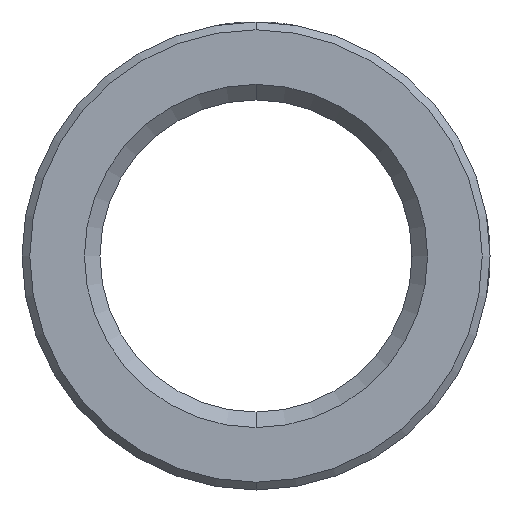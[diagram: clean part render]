
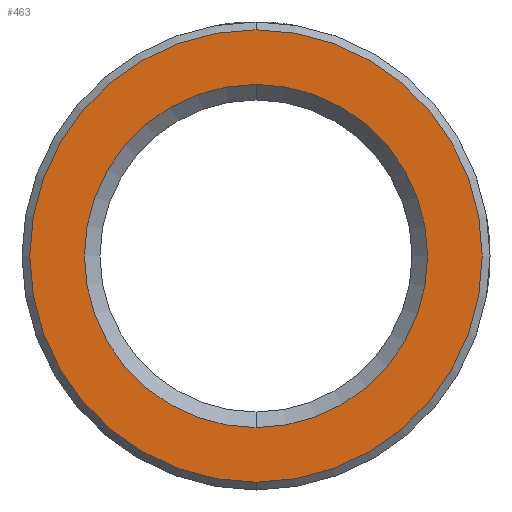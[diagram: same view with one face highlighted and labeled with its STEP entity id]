
A CAD part, front view. The second image highlights one B-rep face of the part: STEP entity #463.
In plain terms, the highlighted planar face has unit normal (0, -1, 0).
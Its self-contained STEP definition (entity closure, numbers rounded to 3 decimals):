
#11 = CARTESIAN_POINT ( 'NONE',  ( 0., 0., -14.5 ) ) ;
#21 = CIRCLE ( 'NONE', #169, 14.5 ) ;
#34 = CARTESIAN_POINT ( 'NONE',  ( 0., 0., 0. ) ) ;
#63 = DIRECTION ( 'NONE',  ( 0., 0., -1. ) ) ;
#117 = CARTESIAN_POINT ( 'NONE',  ( 0., 0., 14.5 ) ) ;
#126 = CARTESIAN_POINT ( 'NONE',  ( 0., 0., 0. ) ) ;
#169 = AXIS2_PLACEMENT_3D ( 'NONE', #300, #888, #228 ) ;
#170 = AXIS2_PLACEMENT_3D ( 'NONE', #218, #810, #519 ) ;
#178 = CARTESIAN_POINT ( 'NONE',  ( 0., 0., 11. ) ) ;
#218 = CARTESIAN_POINT ( 'NONE',  ( 10., 0., 0. ) ) ;
#228 = DIRECTION ( 'NONE',  ( 0., 0., -1. ) ) ;
#245 = VERTEX_POINT ( 'NONE', #694 ) ;
#265 = CIRCLE ( 'NONE', #652, 14.5 ) ;
#278 = FACE_BOUND ( 'NONE', #749, .T. ) ;
#300 = CARTESIAN_POINT ( 'NONE',  ( 0., 0., 0. ) ) ;
#304 = DIRECTION ( 'NONE',  ( 0., 1., 0. ) ) ;
#317 = VERTEX_POINT ( 'NONE', #11 ) ;
#335 = EDGE_CURVE ( 'NONE', #352, #245, #878, .T. ) ;
#340 = DIRECTION ( 'NONE',  ( 0., 0., -1. ) ) ;
#352 = VERTEX_POINT ( 'NONE', #178 ) ;
#395 = AXIS2_PLACEMENT_3D ( 'NONE', #732, #304, #63 ) ;
#399 = EDGE_CURVE ( 'NONE', #902, #317, #265, .T. ) ;
#433 = ORIENTED_EDGE ( 'NONE', *, *, #717, .T. ) ;
#463 = ADVANCED_FACE ( 'NONE', ( #278, #953 ), #862, .T. ) ;
#466 = EDGE_LOOP ( 'NONE', ( #605, #627 ) ) ;
#518 = AXIS2_PLACEMENT_3D ( 'NONE', #126, #630, #834 ) ;
#519 = DIRECTION ( 'NONE',  ( 0., 0., -1. ) ) ;
#537 = ORIENTED_EDGE ( 'NONE', *, *, #335, .T. ) ;
#555 = CIRCLE ( 'NONE', #395, 11. ) ;
#605 = ORIENTED_EDGE ( 'NONE', *, *, #399, .T. ) ;
#627 = ORIENTED_EDGE ( 'NONE', *, *, #728, .T. ) ;
#630 = DIRECTION ( 'NONE',  ( 0., 1., 0. ) ) ;
#652 = AXIS2_PLACEMENT_3D ( 'NONE', #34, #769, #340 ) ;
#694 = CARTESIAN_POINT ( 'NONE',  ( 0., 0., -11. ) ) ;
#717 = EDGE_CURVE ( 'NONE', #245, #352, #555, .T. ) ;
#728 = EDGE_CURVE ( 'NONE', #317, #902, #21, .T. ) ;
#732 = CARTESIAN_POINT ( 'NONE',  ( 0., 0., 0. ) ) ;
#749 = EDGE_LOOP ( 'NONE', ( #433, #537 ) ) ;
#769 = DIRECTION ( 'NONE',  ( 0., -1., 0. ) ) ;
#810 = DIRECTION ( 'NONE',  ( 0., -1., 0. ) ) ;
#834 = DIRECTION ( 'NONE',  ( 0., 0., -1. ) ) ;
#862 = PLANE ( 'NONE',  #170 ) ;
#878 = CIRCLE ( 'NONE', #518, 11. ) ;
#888 = DIRECTION ( 'NONE',  ( 0., -1., 0. ) ) ;
#902 = VERTEX_POINT ( 'NONE', #117 ) ;
#953 = FACE_OUTER_BOUND ( 'NONE', #466, .T. ) ;
